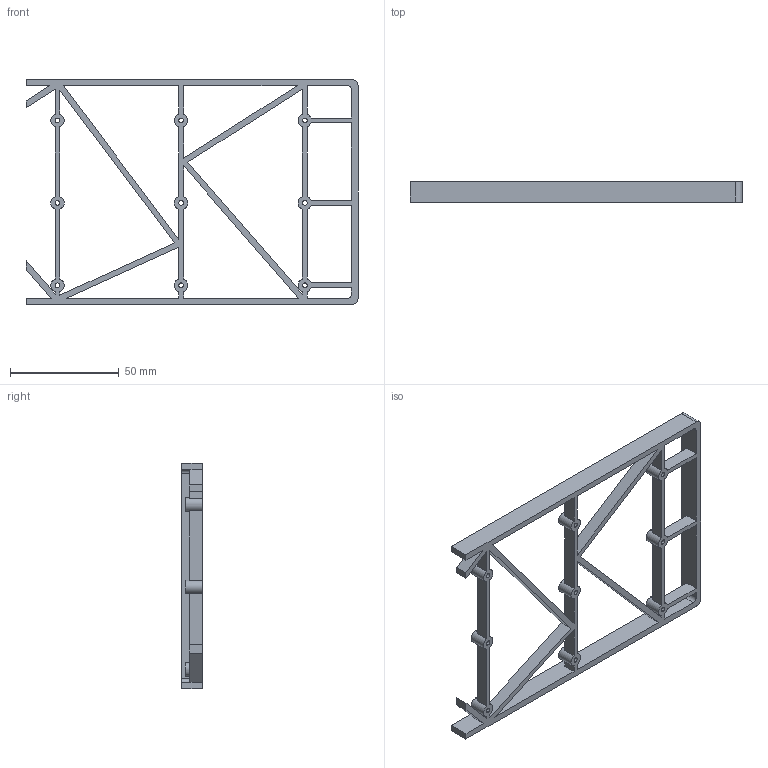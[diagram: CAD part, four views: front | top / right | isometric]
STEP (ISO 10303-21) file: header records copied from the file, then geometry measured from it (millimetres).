
FILE_DESCRIPTION (( 'STEP AP214' ), '1' );
FILE_NAME ('菁R.STE', '2025-01-09T13:59:41', ( '' ), ( '' ), 'SwSTEP 2.0', 'SolidWorks 2025', '' );
FILE_SCHEMA (( 'AUTOMOTIVE_DESIGN' ));
Length unit declared in the file: millimetre
Products named in the file (1): 底R
Bounding box: 153 x 9.6 x 104 mm (x, y, z)
Volume: 22542.1 mm3; surface area: 22473.2 mm2
Topology: 1 solids, 1 shells, 116 faces, 372 edges, 248 vertices
Faces by surface type: plane 76, cylinder 40
Entity records: 4237 total; most frequent: ORIENTED_EDGE 744, CARTESIAN_POINT 737, DIRECTION 728, EDGE_CURVE 372, VECTOR 250, LINE 250, VERTEX_POINT 248, AXIS2_PLACEMENT_3D 239
